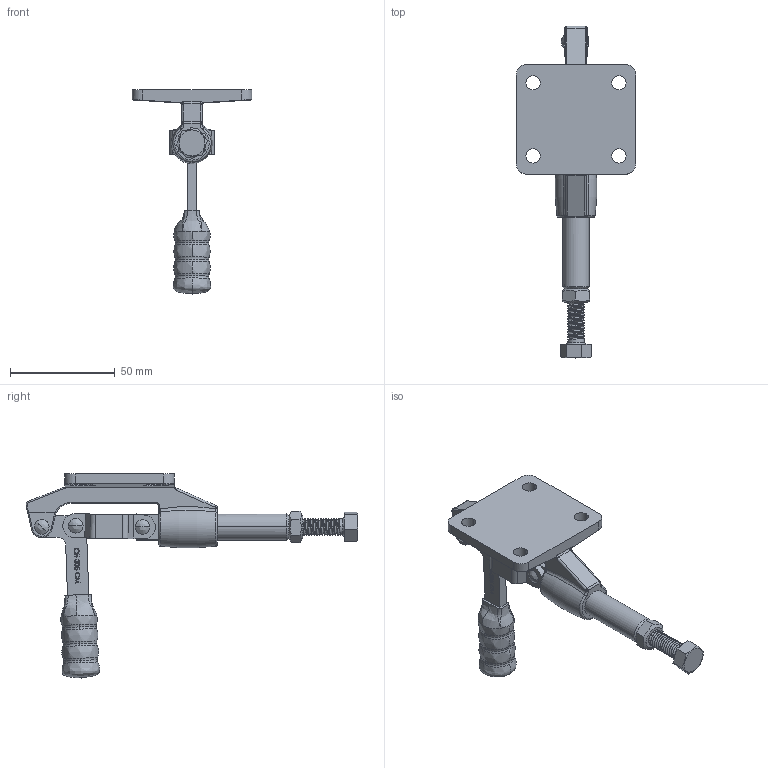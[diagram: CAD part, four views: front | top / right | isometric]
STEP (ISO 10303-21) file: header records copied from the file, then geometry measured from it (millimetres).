
FILE_DESCRIPTION (( 'STEP AP203' ), '1' );
FILE_NAME ('CH-305-CM.STEP', '2010-06-07T06:37:56', ( '微软用户' ), ( '微软中国' ), 'SwSTEP 2.0', 'SolidWorks 2008', '' );
FILE_SCHEMA (( 'CONFIG_CONTROL_DESIGN' ));
Length unit declared in the file: millimetre
Products named in the file (9): CH-305-CM; M8 Nut_默认; CH-304-06_默认; CH-304-04 CONNECTING-PLATE_默认; CH-304-CM-01 BASE_默认; CH-304-CM-02 CREST STALK_默认; CH-305-03 HANDLE_默认; CH-304-05_默认; CH-SA-085012 SPINDLE SUPPLIED_默认
Assembly tree (11 placements, depth 2):
  CH-305-CM
    CH-304-05_默认  x3
    CH-SA-085012 SPINDLE SUPPLIED_默认
    CH-304-04 CONNECTING-PLATE_默认  x2
    CH-304-06_默认
    CH-304-CM-02 CREST STALK_默认
    CH-305-03 HANDLE_默认
    CH-304-CM-01 BASE_默认
    M8 Nut_默认
Bounding box: 57.2 x 158.74 x 97.65 mm (x, y, z)
Volume: 52740 mm3; surface area: 30230.8 mm2
Topology: 11 solids, 11 shells, 794 faces, 2160 edges, 1399 vertices
Faces by surface type: cylinder 265, plane 239, bspline 224, torus 37, cone 27, sphere 2
Entity records: 40568 total; most frequent: CARTESIAN_POINT 22990, ORIENTED_EDGE 4060, DIRECTION 2587, EDGE_CURVE 2030, VERTEX_POINT 1331, VECTOR 961, LINE 961, AXIS2_PLACEMENT_3D 813
